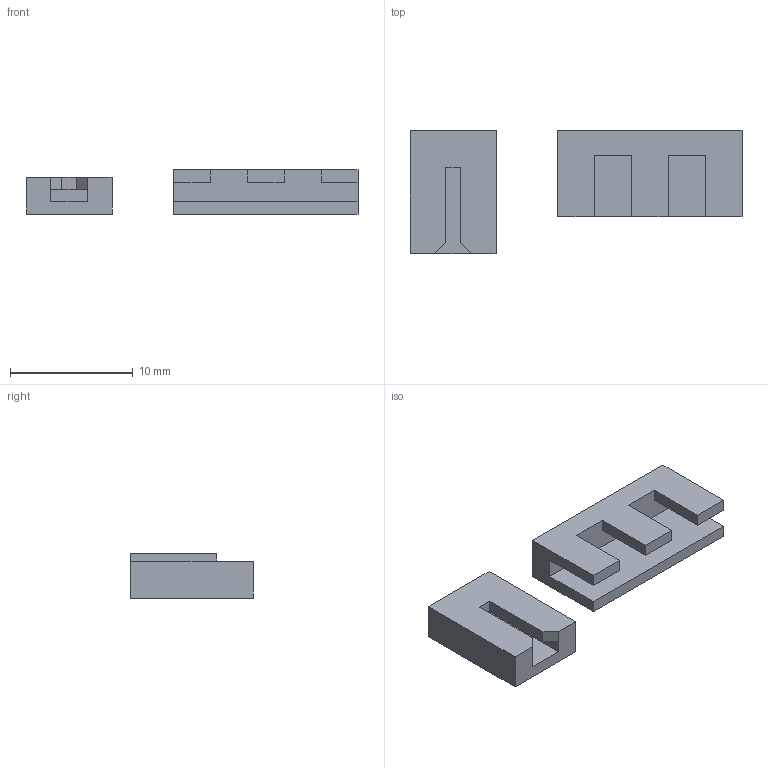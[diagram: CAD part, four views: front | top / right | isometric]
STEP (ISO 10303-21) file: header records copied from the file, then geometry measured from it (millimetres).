
FILE_DESCRIPTION(/* description */ (''),/* implementation_level */ '2;1');
FILE_NAME(/* name */ 'Wallhanger v4.stp',/* time_stamp */ '2022-09-22T11:47:37+02:00',/* author */ (''),/* organization */ (''),/* preprocessor_version */ 'ST-DEVELOPER v19',/* originating_system */ 'Autodesk Translation Framework v11.7.0.108',/* authorisation */ '');
FILE_SCHEMA (('AUTOMOTIVE_DESIGN { 1 0 10303 214 3 1 1 }'));
Length unit declared in the file: millimetre
Products named in the file (1): Wallhanger
Bounding box: 27 x 10 x 3.6 mm (x, y, z)
Volume: 404.8 mm3; surface area: 762.9 mm2
Topology: 2 solids, 2 shells, 34 faces, 88 edges, 58 vertices
Faces by surface type: plane 34
Entity records: 1048 total; most frequent: CARTESIAN_POINT 181, ORIENTED_EDGE 176, DIRECTION 158, LINE 88, VECTOR 88, EDGE_CURVE 88, VERTEX_POINT 58, AXIS2_PLACEMENT_3D 35
